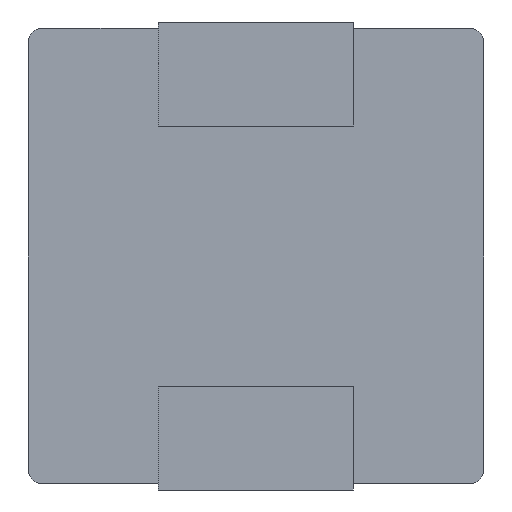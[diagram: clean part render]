
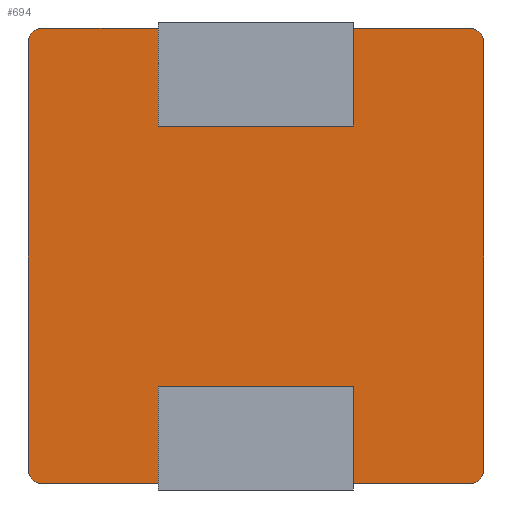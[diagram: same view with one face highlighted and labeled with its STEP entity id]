
A CAD part, front view. The second image highlights one B-rep face of the part: STEP entity #694.
In plain terms, the highlighted planar face has unit normal (0, -1, 0).
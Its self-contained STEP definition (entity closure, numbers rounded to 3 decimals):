
#7 = EDGE_CURVE ( 'NONE', #355, #818, #44, .T. ) ;
#12 = CARTESIAN_POINT ( 'NONE',  ( 3.3, 0., -3.5 ) ) ;
#16 = CARTESIAN_POINT ( 'NONE',  ( -3.3, 0., 3.3 ) ) ;
#22 = CARTESIAN_POINT ( 'NONE',  ( 0., 0., 0. ) ) ;
#38 = CARTESIAN_POINT ( 'NONE',  ( 3.5, 0., -3.5 ) ) ;
#44 = LINE ( 'NONE', #38, #571 ) ;
#49 = LINE ( 'NONE', #965, #63 ) ;
#57 = VERTEX_POINT ( 'NONE', #820 ) ;
#63 = VECTOR ( 'NONE', #280, 1000. ) ;
#64 = DIRECTION ( 'NONE',  ( 0., 0., 1. ) ) ;
#67 = CARTESIAN_POINT ( 'NONE',  ( -3.5, 0., -3.3 ) ) ;
#86 = CARTESIAN_POINT ( 'NONE',  ( -3.3, 0., -3.5 ) ) ;
#94 = CARTESIAN_POINT ( 'NONE',  ( 3.5, 0., 3.5 ) ) ;
#100 = DIRECTION ( 'NONE',  ( 0., 0., 1. ) ) ;
#115 = LINE ( 'NONE', #271, #905 ) ;
#123 = CARTESIAN_POINT ( 'NONE',  ( -3.5, 0., 3.3 ) ) ;
#128 = DIRECTION ( 'NONE',  ( 1., 0., 0. ) ) ;
#143 = CARTESIAN_POINT ( 'NONE',  ( 3.5, 0., 3.3 ) ) ;
#146 = EDGE_CURVE ( 'NONE', #350, #709, #800, .T. ) ;
#157 = VERTEX_POINT ( 'NONE', #123 ) ;
#163 = AXIS2_PLACEMENT_3D ( 'NONE', #325, #788, #100 ) ;
#214 = ORIENTED_EDGE ( 'NONE', *, *, #338, .T. ) ;
#226 = DIRECTION ( 'NONE',  ( 0., -1., 0. ) ) ;
#230 = DIRECTION ( 'NONE',  ( 0., 0., 1. ) ) ;
#231 = ORIENTED_EDGE ( 'NONE', *, *, #763, .T. ) ;
#246 = EDGE_LOOP ( 'NONE', ( #960, #214, #716, #231, #440, #806, #689, #279, #897, #257, #807, #945 ) ) ;
#257 = ORIENTED_EDGE ( 'NONE', *, *, #395, .T. ) ;
#264 = AXIS2_PLACEMENT_3D ( 'NONE', #599, #523, #674 ) ;
#266 = LINE ( 'NONE', #354, #366 ) ;
#271 = CARTESIAN_POINT ( 'NONE',  ( 3.5, 0., 3.5 ) ) ;
#279 = ORIENTED_EDGE ( 'NONE', *, *, #578, .T. ) ;
#280 = DIRECTION ( 'NONE',  ( -1., 0., 0. ) ) ;
#298 = EDGE_CURVE ( 'NONE', #595, #355, #266, .T. ) ;
#313 = DIRECTION ( 'NONE',  ( 0., -1., 0. ) ) ;
#318 = LINE ( 'NONE', #546, #432 ) ;
#322 = LINE ( 'NONE', #94, #698 ) ;
#325 = CARTESIAN_POINT ( 'NONE',  ( 3.3, 0., 3.3 ) ) ;
#326 = CARTESIAN_POINT ( 'NONE',  ( 3.5, 0., 3.5 ) ) ;
#327 = DIRECTION ( 'NONE',  ( 0., 1., 0. ) ) ;
#338 = EDGE_CURVE ( 'NONE', #595, #57, #814, .T. ) ;
#350 = VERTEX_POINT ( 'NONE', #834 ) ;
#354 = CARTESIAN_POINT ( 'NONE',  ( 3.5, 0., -3.5 ) ) ;
#355 = VERTEX_POINT ( 'NONE', #896 ) ;
#366 = VECTOR ( 'NONE', #506, 1000. ) ;
#395 = EDGE_CURVE ( 'NONE', #873, #872, #410, .T. ) ;
#402 = VECTOR ( 'NONE', #921, 1000. ) ;
#410 = CIRCLE ( 'NONE', #264, 0.2 ) ;
#415 = VERTEX_POINT ( 'NONE', #462 ) ;
#432 = VECTOR ( 'NONE', #775, 1000. ) ;
#440 = ORIENTED_EDGE ( 'NONE', *, *, #802, .F. ) ;
#450 = AXIS2_PLACEMENT_3D ( 'NONE', #22, #327, #549 ) ;
#462 = CARTESIAN_POINT ( 'NONE',  ( 3.3, 0., 3.5 ) ) ;
#470 = EDGE_CURVE ( 'NONE', #818, #872, #49, .T. ) ;
#475 = LINE ( 'NONE', #326, #402 ) ;
#484 = DIRECTION ( 'NONE',  ( 0., 0., -1. ) ) ;
#503 = VERTEX_POINT ( 'NONE', #143 ) ;
#506 = DIRECTION ( 'NONE',  ( -1., 0., 0. ) ) ;
#523 = DIRECTION ( 'NONE',  ( 0., -1., 0. ) ) ;
#529 = VECTOR ( 'NONE', #128, 1000. ) ;
#546 = CARTESIAN_POINT ( 'NONE',  ( -3.5, 0., 3.5 ) ) ;
#549 = DIRECTION ( 'NONE',  ( 0., 0., 1. ) ) ;
#571 = VECTOR ( 'NONE', #866, 1000. ) ;
#578 = EDGE_CURVE ( 'NONE', #883, #157, #937, .T. ) ;
#595 = VERTEX_POINT ( 'NONE', #12 ) ;
#599 = CARTESIAN_POINT ( 'NONE',  ( -3.3, 0., -3.3 ) ) ;
#620 = AXIS2_PLACEMENT_3D ( 'NONE', #958, #226, #64 ) ;
#625 = FACE_OUTER_BOUND ( 'NONE', #246, .T. ) ;
#642 = EDGE_CURVE ( 'NONE', #873, #157, #318, .T. ) ;
#653 = CARTESIAN_POINT ( 'NONE',  ( 3.5, 0., 3.5 ) ) ;
#672 = CARTESIAN_POINT ( 'NONE',  ( -3.3, 0., 3.5 ) ) ;
#674 = DIRECTION ( 'NONE',  ( 0., 0., 1. ) ) ;
#689 = ORIENTED_EDGE ( 'NONE', *, *, #980, .F. ) ;
#694 = ADVANCED_FACE ( 'NONE', ( #625 ), #927, .F. ) ;
#698 = VECTOR ( 'NONE', #484, 1000. ) ;
#706 = EDGE_CURVE ( 'NONE', #503, #57, #322, .T. ) ;
#709 = VERTEX_POINT ( 'NONE', #935 ) ;
#716 = ORIENTED_EDGE ( 'NONE', *, *, #706, .F. ) ;
#718 = CARTESIAN_POINT ( 'NONE',  ( -1.5, 0., -3.5 ) ) ;
#739 = DIRECTION ( 'NONE',  ( 1., 0., 0. ) ) ;
#763 = EDGE_CURVE ( 'NONE', #503, #415, #782, .T. ) ;
#775 = DIRECTION ( 'NONE',  ( 0., 0., 1. ) ) ;
#782 = CIRCLE ( 'NONE', #163, 0.2 ) ;
#788 = DIRECTION ( 'NONE',  ( 0., -1., 0. ) ) ;
#797 = AXIS2_PLACEMENT_3D ( 'NONE', #16, #313, #230 ) ;
#800 = LINE ( 'NONE', #653, #529 ) ;
#802 = EDGE_CURVE ( 'NONE', #709, #415, #115, .T. ) ;
#806 = ORIENTED_EDGE ( 'NONE', *, *, #146, .F. ) ;
#807 = ORIENTED_EDGE ( 'NONE', *, *, #470, .F. ) ;
#814 = CIRCLE ( 'NONE', #620, 0.2 ) ;
#818 = VERTEX_POINT ( 'NONE', #718 ) ;
#820 = CARTESIAN_POINT ( 'NONE',  ( 3.5, 0., -3.3 ) ) ;
#834 = CARTESIAN_POINT ( 'NONE',  ( -1.5, 0., 3.5 ) ) ;
#866 = DIRECTION ( 'NONE',  ( -1., 0., 0. ) ) ;
#872 = VERTEX_POINT ( 'NONE', #86 ) ;
#873 = VERTEX_POINT ( 'NONE', #67 ) ;
#883 = VERTEX_POINT ( 'NONE', #672 ) ;
#896 = CARTESIAN_POINT ( 'NONE',  ( 1.5, 0., -3.5 ) ) ;
#897 = ORIENTED_EDGE ( 'NONE', *, *, #642, .F. ) ;
#905 = VECTOR ( 'NONE', #739, 1000. ) ;
#921 = DIRECTION ( 'NONE',  ( 1., 0., 0. ) ) ;
#927 = PLANE ( 'NONE',  #450 ) ;
#935 = CARTESIAN_POINT ( 'NONE',  ( 1.5, 0., 3.5 ) ) ;
#937 = CIRCLE ( 'NONE', #797, 0.2 ) ;
#945 = ORIENTED_EDGE ( 'NONE', *, *, #7, .F. ) ;
#958 = CARTESIAN_POINT ( 'NONE',  ( 3.3, 0., -3.3 ) ) ;
#960 = ORIENTED_EDGE ( 'NONE', *, *, #298, .F. ) ;
#965 = CARTESIAN_POINT ( 'NONE',  ( 3.5, 0., -3.5 ) ) ;
#980 = EDGE_CURVE ( 'NONE', #883, #350, #475, .T. ) ;
